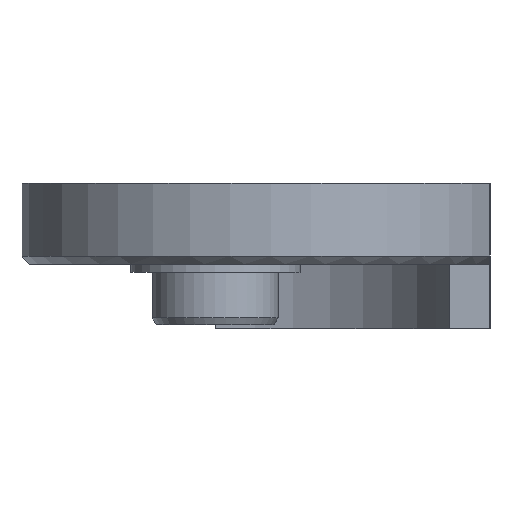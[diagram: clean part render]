
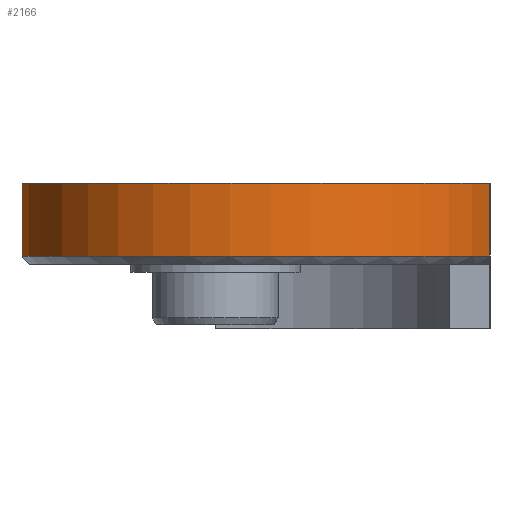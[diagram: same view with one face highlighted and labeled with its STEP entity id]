
A CAD part, left-side view. The second image highlights one B-rep face of the part: STEP entity #2166.
In plain terms, the highlighted cylindrical face has radius 15 mm (diameter 30 mm), a partial arc.
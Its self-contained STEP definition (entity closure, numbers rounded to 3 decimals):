
#66=CYLINDRICAL_SURFACE('',#2382,15.);
#94=CIRCLE('',#2253,15.);
#125=CIRCLE('',#2332,15.);
#262=FACE_OUTER_BOUND('',#392,.T.);
#392=EDGE_LOOP('',(#1959,#1960,#1961,#1962));
#590=LINE('',#3556,#819);
#621=LINE('',#3659,#850);
#819=VECTOR('',#2900,10.);
#850=VECTOR('',#3003,10.);
#918=VERTEX_POINT('',#3215);
#919=VERTEX_POINT('',#3219);
#1007=VERTEX_POINT('',#3493);
#1008=VERTEX_POINT('',#3495);
#1145=EDGE_CURVE('',#918,#919,#94,.T.);
#1282=EDGE_CURVE('',#1007,#1008,#125,.T.);
#1306=EDGE_CURVE('',#1008,#918,#590,.T.);
#1348=EDGE_CURVE('',#1007,#919,#621,.T.);
#1959=ORIENTED_EDGE('',*,*,#1145,.F.);
#1960=ORIENTED_EDGE('',*,*,#1306,.F.);
#1961=ORIENTED_EDGE('',*,*,#1282,.F.);
#1962=ORIENTED_EDGE('',*,*,#1348,.T.);
#2166=ADVANCED_FACE('',(#262),#66,.T.);
#2253=AXIS2_PLACEMENT_3D('',#3220,#2592,#2593);
#2332=AXIS2_PLACEMENT_3D('',#3496,#2855,#2856);
#2382=AXIS2_PLACEMENT_3D('',#3660,#3004,#3005);
#2592=DIRECTION('center_axis',(0.,0.,-1.));
#2593=DIRECTION('ref_axis',(0.245,0.97,0.));
#2855=DIRECTION('center_axis',(0.,0.,1.));
#2856=DIRECTION('ref_axis',(0.245,0.97,0.));
#2900=DIRECTION('',(0.,0.,-1.));
#3003=DIRECTION('',(0.,0.,-1.));
#3004=DIRECTION('center_axis',(0.,0.,-1.));
#3005=DIRECTION('ref_axis',(0.245,0.97,0.));
#3215=CARTESIAN_POINT('',(-62.885,-17.,-4.5));
#3219=CARTESIAN_POINT('',(-53.824,11.543,-4.5));
#3220=CARTESIAN_POINT('Origin',(-57.5,-3.,-4.5));
#3493=CARTESIAN_POINT('',(-53.824,11.543,0.));
#3495=CARTESIAN_POINT('',(-62.885,-17.,0.));
#3496=CARTESIAN_POINT('Origin',(-57.5,-3.,0.));
#3556=CARTESIAN_POINT('',(-62.885,-17.,0.));
#3659=CARTESIAN_POINT('',(-53.824,11.543,0.));
#3660=CARTESIAN_POINT('Origin',(-57.5,-3.,0.));
